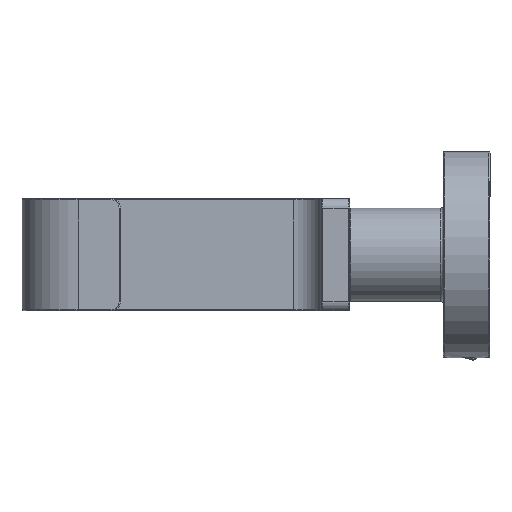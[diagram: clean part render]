
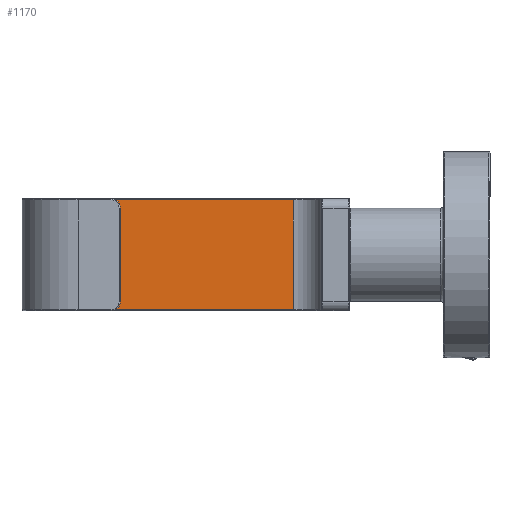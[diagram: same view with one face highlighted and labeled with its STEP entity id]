
A CAD part, left-side view. The second image highlights one B-rep face of the part: STEP entity #1170.
In plain terms, the highlighted planar face has unit normal (-1, 0, 0).
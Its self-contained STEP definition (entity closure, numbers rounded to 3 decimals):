
#23=LINE('',#2020,#83);
#35=LINE('',#2092,#95);
#51=LINE('',#2138,#111);
#53=LINE('',#2142,#113);
#83=VECTOR('',#1461,46.);
#95=VECTOR('',#1545,46.);
#111=VECTOR('',#1595,23.5);
#113=VECTOR('',#1601,23.5);
#254=FACE_OUTER_BOUND('',#338,.T.);
#338=EDGE_LOOP('',(#889,#890,#891,#892));
#494=VERTEX_POINT('',#2010);
#496=VERTEX_POINT('',#2016);
#518=VERTEX_POINT('',#2082);
#520=VERTEX_POINT('',#2088);
#602=EDGE_CURVE('',#494,#496,#23,.T.);
#638=EDGE_CURVE('',#518,#520,#35,.T.);
#662=EDGE_CURVE('',#496,#518,#51,.T.);
#664=EDGE_CURVE('',#494,#520,#53,.T.);
#889=ORIENTED_EDGE('',*,*,#602,.F.);
#890=ORIENTED_EDGE('',*,*,#664,.T.);
#891=ORIENTED_EDGE('',*,*,#638,.F.);
#892=ORIENTED_EDGE('',*,*,#662,.F.);
#1045=PLANE('',#1301);
#1170=ADVANCED_FACE('',(#254),#1045,.T.);
#1301=AXIS2_PLACEMENT_3D('',#2141,#1599,#1600);
#1461=DIRECTION('',(0.,1.,0.));
#1545=DIRECTION('',(0.,-1.,0.));
#1595=DIRECTION('',(0.,0.,1.));
#1599=DIRECTION('center_axis',(-1.,0.,0.));
#1600=DIRECTION('ref_axis',(0.,-1.,0.));
#1601=DIRECTION('',(0.,0.,1.));
#2010=CARTESIAN_POINT('',(95.,32.,-11.75));
#2016=CARTESIAN_POINT('',(95.,78.,-11.75));
#2020=CARTESIAN_POINT('',(95.,69.914,-11.75));
#2082=CARTESIAN_POINT('',(95.,78.,11.75));
#2088=CARTESIAN_POINT('',(95.,32.,11.75));
#2092=CARTESIAN_POINT('',(95.,69.914,11.75));
#2138=CARTESIAN_POINT('',(95.,78.,-12.));
#2141=CARTESIAN_POINT('Origin',(95.,78.,-12.));
#2142=CARTESIAN_POINT('',(95.,32.,-12.));
